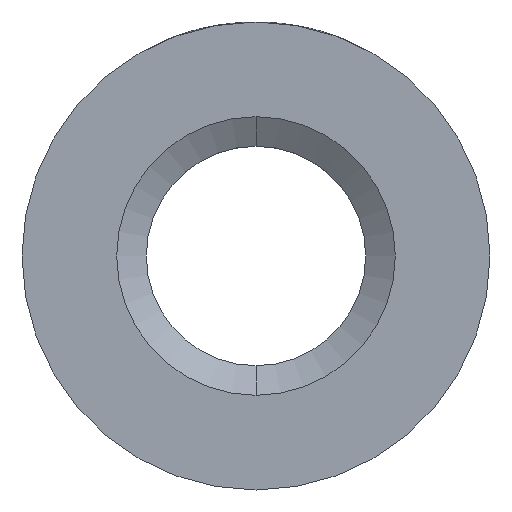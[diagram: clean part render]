
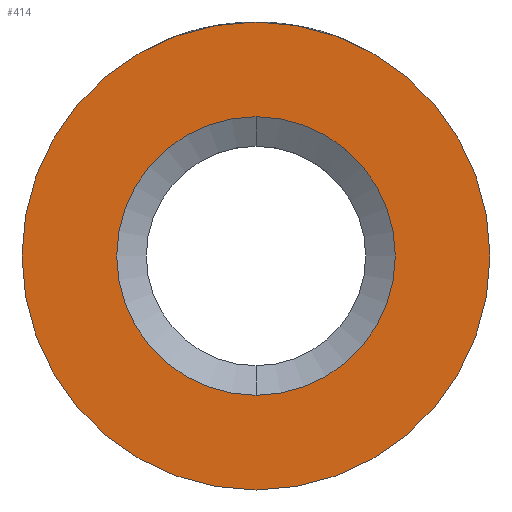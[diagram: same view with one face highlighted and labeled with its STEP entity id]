
A CAD part, front view. The second image highlights one B-rep face of the part: STEP entity #414.
In plain terms, the highlighted planar face has unit normal (0, -1, 0).
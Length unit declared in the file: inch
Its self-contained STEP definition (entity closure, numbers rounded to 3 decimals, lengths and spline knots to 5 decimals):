
#15 = AXIS2_PLACEMENT_3D ( 'NONE', #482, #473, #470 ) ;
#18 = CARTESIAN_POINT ( 'NONE',  ( 0., 0., 0.125 ) ) ;
#31 = CIRCLE ( 'NONE', #415, 0.125 ) ;
#64 = EDGE_CURVE ( 'NONE', #92, #530, #788, .T. ) ;
#68 = FACE_BOUND ( 'NONE', #268, .T. ) ;
#76 = CARTESIAN_POINT ( 'NONE',  ( 0., 0., 0. ) ) ;
#77 = ORIENTED_EDGE ( 'NONE', *, *, #775, .F. ) ;
#90 = EDGE_CURVE ( 'NONE', #786, #307, #539, .T. ) ;
#92 = VERTEX_POINT ( 'NONE', #356 ) ;
#154 = DIRECTION ( 'NONE',  ( 0., -1., 0. ) ) ;
#155 = CIRCLE ( 'NONE', #714, 0.21 ) ;
#188 = CARTESIAN_POINT ( 'NONE',  ( 0., 0., 0. ) ) ;
#216 = DIRECTION ( 'NONE',  ( 0., 0., -1. ) ) ;
#220 = DIRECTION ( 'NONE',  ( 0., -1., 0. ) ) ;
#223 = EDGE_LOOP ( 'NONE', ( #715, #77 ) ) ;
#231 = CARTESIAN_POINT ( 'NONE',  ( 0., 0., 0. ) ) ;
#241 = ORIENTED_EDGE ( 'NONE', *, *, #90, .F. ) ;
#257 = DIRECTION ( 'NONE',  ( 0., 0., 1. ) ) ;
#268 = EDGE_LOOP ( 'NONE', ( #241, #317 ) ) ;
#295 = DIRECTION ( 'NONE',  ( 0., 0., 1. ) ) ;
#307 = VERTEX_POINT ( 'NONE', #18 ) ;
#311 = FACE_OUTER_BOUND ( 'NONE', #223, .T. ) ;
#317 = ORIENTED_EDGE ( 'NONE', *, *, #404, .F. ) ;
#356 = CARTESIAN_POINT ( 'NONE',  ( 0., 0., -0.21 ) ) ;
#359 = PLANE ( 'NONE',  #522 ) ;
#404 = EDGE_CURVE ( 'NONE', #307, #786, #31, .T. ) ;
#414 = ADVANCED_FACE ( 'NONE', ( #68, #311 ), #359, .F. ) ;
#415 = AXIS2_PLACEMENT_3D ( 'NONE', #521, #154, #569 ) ;
#470 = DIRECTION ( 'NONE',  ( 0., 0., 1. ) ) ;
#473 = DIRECTION ( 'NONE',  ( 0., 1., 0. ) ) ;
#482 = CARTESIAN_POINT ( 'NONE',  ( 0., 0., 0. ) ) ;
#521 = CARTESIAN_POINT ( 'NONE',  ( 0., 0., 0. ) ) ;
#522 = AXIS2_PLACEMENT_3D ( 'NONE', #76, #622, #295 ) ;
#530 = VERTEX_POINT ( 'NONE', #628 ) ;
#539 = CIRCLE ( 'NONE', #643, 0.125 ) ;
#569 = DIRECTION ( 'NONE',  ( 0., 0., -1. ) ) ;
#594 = DIRECTION ( 'NONE',  ( 0., 1., 0. ) ) ;
#622 = DIRECTION ( 'NONE',  ( 0., 1., 0. ) ) ;
#628 = CARTESIAN_POINT ( 'NONE',  ( 0., 0., 0.21 ) ) ;
#643 = AXIS2_PLACEMENT_3D ( 'NONE', #231, #220, #216 ) ;
#655 = CARTESIAN_POINT ( 'NONE',  ( 0., 0., -0.125 ) ) ;
#714 = AXIS2_PLACEMENT_3D ( 'NONE', #188, #594, #257 ) ;
#715 = ORIENTED_EDGE ( 'NONE', *, *, #64, .F. ) ;
#775 = EDGE_CURVE ( 'NONE', #530, #92, #155, .T. ) ;
#786 = VERTEX_POINT ( 'NONE', #655 ) ;
#788 = CIRCLE ( 'NONE', #15, 0.21 ) ;
